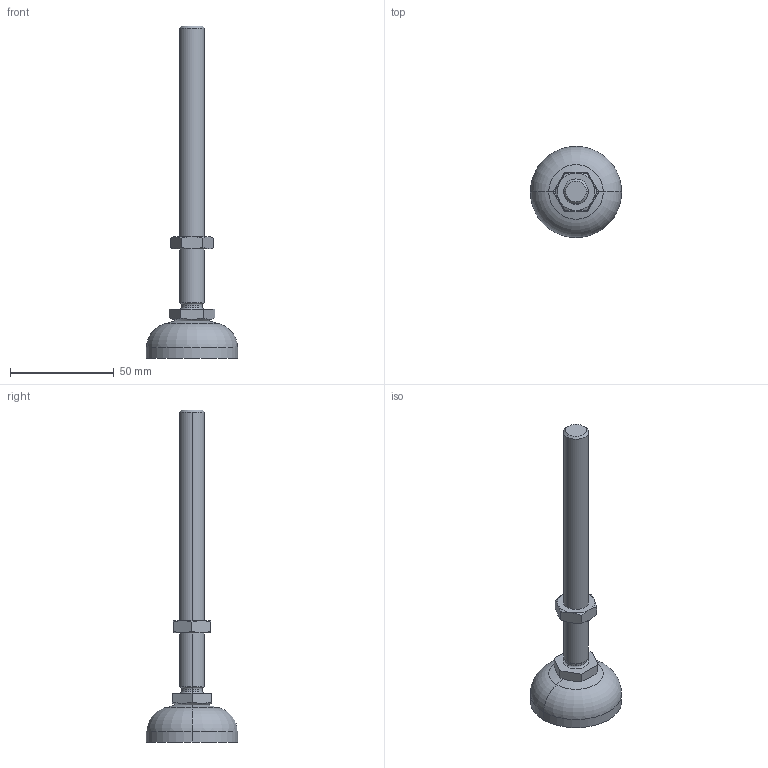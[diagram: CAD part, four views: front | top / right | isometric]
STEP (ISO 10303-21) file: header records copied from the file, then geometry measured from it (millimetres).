
FILE_DESCRIPTION(('STEP AP214'),'1');
FILE_NAME('cctmp_000B7E48-A252-4E6A-AC56-F4BB15FF9A66_2020_1_14_8_37_5_107..stp','2020-01-14T07:37:05',('Bosch Rexroth AG'),('CADClick - www.CADClick.com'),'Spatial InterOp 3D',' ','unknown authorization - (Healing Option Enabled)');
FILE_SCHEMA(('AUTOMOTIVE_DESIGN'));
Length unit declared in the file: millimetre
Products named in the file (1): 2020_01_14__08-37-05-107
Bounding box: 44 x 44 x 160 mm (x, y, z)
Volume: 30853.4 mm3; surface area: 12464.4 mm2
Topology: 1 solids, 1 shells, 77 faces, 160 edges, 90 vertices
Faces by surface type: cone 26, plane 19, cylinder 16, torus 10, sphere 4, revolution 2
Entity records: 2688 total; most frequent: CARTESIAN_POINT 428, DIRECTION 376, ORIENTED_EDGE 320, AXIS2_PLACEMENT_3D 162, EDGE_CURVE 160, VERTEX_POINT 90, CIRCLE 86, EDGE_LOOP 82
